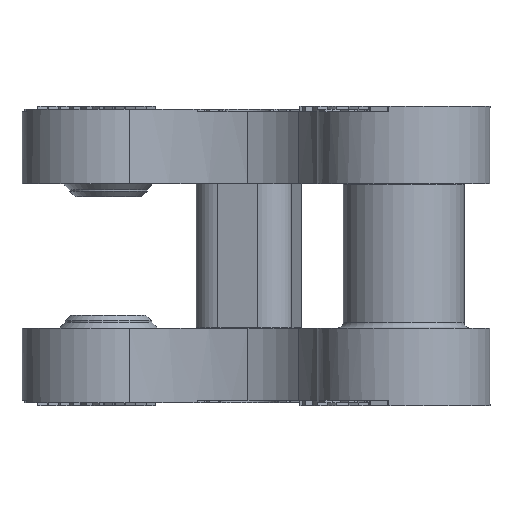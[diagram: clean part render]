
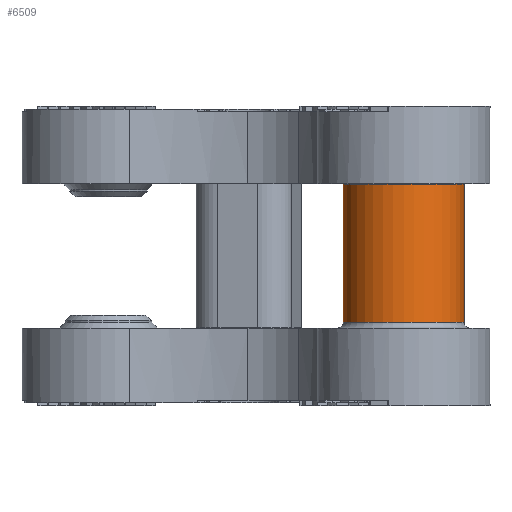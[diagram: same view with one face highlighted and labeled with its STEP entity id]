
A CAD part, front view. The second image highlights one B-rep face of the part: STEP entity #6509.
In plain terms, the highlighted cylindrical face has radius 4.2 mm (diameter 8.4 mm), a partial arc.
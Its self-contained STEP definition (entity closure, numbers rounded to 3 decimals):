
#1006 = CARTESIAN_POINT ( 'NONE',  ( 895.8, 153.227, 5.4 ) ) ;
#1411 = DIRECTION ( 'NONE',  ( 1., 0., 0. ) ) ;
#1597 = DIRECTION ( 'NONE',  ( 0., 0., 1. ) ) ;
#2276 = DIRECTION ( 'NONE',  ( 0., 0., -1. ) ) ;
#2782 = CARTESIAN_POINT ( 'NONE',  ( 904.2, 153.227, 15. ) ) ;
#2849 = ORIENTED_EDGE ( 'NONE', *, *, #3596, .T. ) ;
#3596 = EDGE_CURVE ( 'NONE', #6772, #13675, #5981, .T. ) ;
#3649 = CIRCLE ( 'NONE', #14254, 4.2 ) ;
#4184 = CARTESIAN_POINT ( 'NONE',  ( 904.2, 153.227, 15. ) ) ;
#4734 = CARTESIAN_POINT ( 'NONE',  ( 900., 153.227, 15. ) ) ;
#5267 = AXIS2_PLACEMENT_3D ( 'NONE', #17305, #1597, #19142 ) ;
#5981 = CIRCLE ( 'NONE', #5267, 4.2 ) ;
#6152 = ORIENTED_EDGE ( 'NONE', *, *, #13268, .F. ) ;
#6509 = ADVANCED_FACE ( 'NONE', ( #12124 ), #13741, .T. ) ;
#6758 = CARTESIAN_POINT ( 'NONE',  ( 900., 153.227, 15. ) ) ;
#6772 = VERTEX_POINT ( 'NONE', #1006 ) ;
#6851 = AXIS2_PLACEMENT_3D ( 'NONE', #6758, #22698, #12239 ) ;
#8401 = VERTEX_POINT ( 'NONE', #18074 ) ;
#8973 = EDGE_CURVE ( 'NONE', #8401, #12309, #3649, .T. ) ;
#9134 = ORIENTED_EDGE ( 'NONE', *, *, #20684, .T. ) ;
#9254 = VECTOR ( 'NONE', #2276, 1000. ) ;
#11981 = VECTOR ( 'NONE', #20126, 1000. ) ;
#12124 = FACE_OUTER_BOUND ( 'NONE', #14510, .T. ) ;
#12239 = DIRECTION ( 'NONE',  ( -1., 0., 0. ) ) ;
#12309 = VERTEX_POINT ( 'NONE', #2782 ) ;
#13268 = EDGE_CURVE ( 'NONE', #12309, #13675, #19896, .T. ) ;
#13359 = CARTESIAN_POINT ( 'NONE',  ( 904.2, 153.227, 5.4 ) ) ;
#13675 = VERTEX_POINT ( 'NONE', #13359 ) ;
#13741 = CYLINDRICAL_SURFACE ( 'NONE', #6851, 4.2 ) ;
#14254 = AXIS2_PLACEMENT_3D ( 'NONE', #4734, #17005, #1411 ) ;
#14510 = EDGE_LOOP ( 'NONE', ( #6152, #22055, #9134, #2849 ) ) ;
#16732 = CARTESIAN_POINT ( 'NONE',  ( 895.8, 153.227, 15. ) ) ;
#17005 = DIRECTION ( 'NONE',  ( 0., 0., 1. ) ) ;
#17305 = CARTESIAN_POINT ( 'NONE',  ( 900., 153.227, 5.4 ) ) ;
#18074 = CARTESIAN_POINT ( 'NONE',  ( 895.8, 153.227, 15. ) ) ;
#19142 = DIRECTION ( 'NONE',  ( -1., 0., 0. ) ) ;
#19896 = LINE ( 'NONE', #4184, #11981 ) ;
#20126 = DIRECTION ( 'NONE',  ( 0., 0., -1. ) ) ;
#20684 = EDGE_CURVE ( 'NONE', #8401, #6772, #21659, .T. ) ;
#21659 = LINE ( 'NONE', #16732, #9254 ) ;
#22055 = ORIENTED_EDGE ( 'NONE', *, *, #8973, .F. ) ;
#22698 = DIRECTION ( 'NONE',  ( 0., 0., -1. ) ) ;
